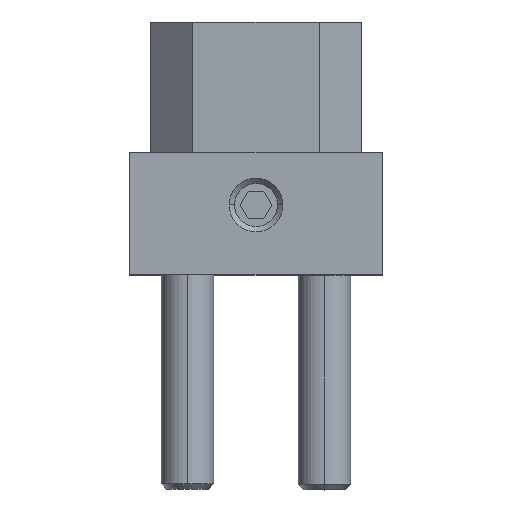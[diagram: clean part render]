
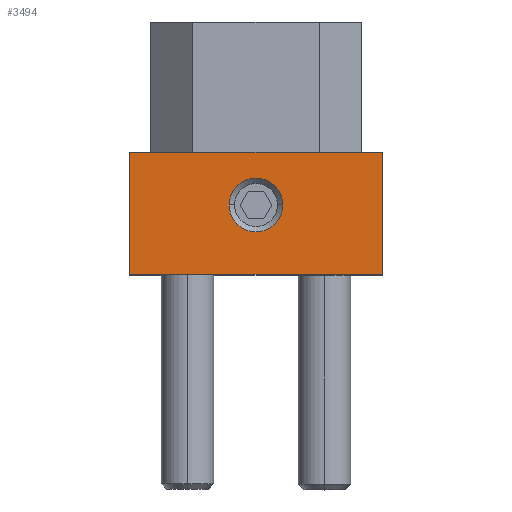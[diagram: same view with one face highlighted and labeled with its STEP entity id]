
A CAD part, top view. The second image highlights one B-rep face of the part: STEP entity #3494.
In plain terms, the highlighted planar face has unit normal (0, 0, 1).
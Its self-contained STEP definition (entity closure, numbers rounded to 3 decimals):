
#6 = EDGE_CURVE ( 'Defeature ausgef�hrt1_32+Defeature ausgef�hrt1_7+Defeature ausgef�hrt1_7+Defeature ausgef�hrt1_7', #1540, #4292, #1743, .T. ) ;
#111 = CARTESIAN_POINT ( 'NONE',  ( -1.275, 3.3, 11. ) ) ;
#116 = CARTESIAN_POINT ( 'NONE',  ( -6., 12., 11. ) ) ;
#141 = CARTESIAN_POINT ( 'NONE',  ( -6., 5.8, 11. ) ) ;
#300 = DIRECTION ( 'NONE',  ( 0., 0., 1. ) ) ;
#455 = VERTEX_POINT ( 'NONE', #4793 ) ;
#661 = VERTEX_POINT ( 'NONE', #4448 ) ;
#690 = DIRECTION ( 'NONE',  ( 1., 0., 0. ) ) ;
#870 = FACE_BOUND ( 'NONE', #4494, .T. ) ;
#1028 = CARTESIAN_POINT ( 'NONE',  ( 1.275, 3.3, 11. ) ) ;
#1055 = EDGE_CURVE ( 'Defeature ausgef�hrt1_7+Defeature ausgef�hrt1_10+Defeature ausgef�hrt1_6+Defeature ausgef�hrt1_8', #2506, #455, #2938, .T. ) ;
#1182 = DIRECTION ( 'NONE',  ( 0., 0., -1. ) ) ;
#1281 = VECTOR ( 'NONE', #1987, 1000. ) ;
#1407 = CARTESIAN_POINT ( 'NONE',  ( 0., 3.3, 11. ) ) ;
#1540 = VERTEX_POINT ( 'NONE', #1028 ) ;
#1640 = EDGE_CURVE ( 'Defeature ausgef�hrt1_32+Defeature ausgef�hrt1_7+Defeature ausgef�hrt1_7+Defeature ausgef�hrt1_7', #4292, #1540, #2866, .T. ) ;
#1743 = CIRCLE ( 'NONE', #2932, 1.275 ) ;
#1835 = VECTOR ( 'NONE', #4420, 1000. ) ;
#1971 = CARTESIAN_POINT ( 'NONE',  ( 6., 12., 11. ) ) ;
#1987 = DIRECTION ( 'NONE',  ( 1., 0., 0. ) ) ;
#2006 = CARTESIAN_POINT ( 'NONE',  ( -6., 0., 11. ) ) ;
#2113 = VECTOR ( 'NONE', #2659, 1000. ) ;
#2387 = CARTESIAN_POINT ( 'NONE',  ( 0., 3.3, 11. ) ) ;
#2389 = CARTESIAN_POINT ( 'NONE',  ( 6., 12., 11. ) ) ;
#2506 = VERTEX_POINT ( 'NONE', #2006 ) ;
#2537 = LINE ( 'NONE', #2818, #1281 ) ;
#2539 = ORIENTED_EDGE ( 'NONE', *, *, #4823, .T. ) ;
#2609 = LINE ( 'NONE', #1971, #5042 ) ;
#2659 = DIRECTION ( 'NONE',  ( 0., -1., 0. ) ) ;
#2696 = DIRECTION ( 'NONE',  ( 1., 0., 0. ) ) ;
#2717 = ORIENTED_EDGE ( 'NONE', *, *, #6, .F. ) ;
#2818 = CARTESIAN_POINT ( 'NONE',  ( 0., 5.8, 11. ) ) ;
#2859 = ORIENTED_EDGE ( 'NONE', *, *, #3829, .F. ) ;
#2865 = DIRECTION ( 'NONE',  ( 0., -1., 0. ) ) ;
#2866 = CIRCLE ( 'NONE', #4656, 1.275 ) ;
#2932 = AXIS2_PLACEMENT_3D ( 'NONE', #1407, #5133, #2696 ) ;
#2938 = LINE ( 'NONE', #4889, #1835 ) ;
#3063 = AXIS2_PLACEMENT_3D ( 'NONE', #2389, #1182, #5337 ) ;
#3254 = PLANE ( 'NONE',  #3063 ) ;
#3264 = EDGE_LOOP ( 'NONE', ( #3388, #2539, #5114, #2859 ) ) ;
#3388 = ORIENTED_EDGE ( 'NONE', *, *, #4073, .F. ) ;
#3494 = ADVANCED_FACE ( 'Defeature ausgef�hrt1_7', ( #870, #3630 ), #3254, .F. ) ;
#3630 = FACE_OUTER_BOUND ( 'NONE', #3264, .T. ) ;
#3829 = EDGE_CURVE ( 'Defeature ausgef�hrt1_8+Defeature ausgef�hrt1_7+Defeature ausgef�hrt1_29+Defeature ausgef�hrt1_10', #661, #455, #2609, .T. ) ;
#4073 = EDGE_CURVE ( 'Defeature ausgef�hrt1_29+Defeature ausgef�hrt1_7+Defeature ausgef�hrt1_6+Defeature ausgef�hrt1_8', #5456, #661, #2537, .T. ) ;
#4106 = ORIENTED_EDGE ( 'NONE', *, *, #1640, .F. ) ;
#4292 = VERTEX_POINT ( 'NONE', #111 ) ;
#4420 = DIRECTION ( 'NONE',  ( 1., 0., 0. ) ) ;
#4448 = CARTESIAN_POINT ( 'NONE',  ( 6., 5.8, 11. ) ) ;
#4494 = EDGE_LOOP ( 'NONE', ( #2717, #4106 ) ) ;
#4656 = AXIS2_PLACEMENT_3D ( 'NONE', #2387, #300, #690 ) ;
#4793 = CARTESIAN_POINT ( 'NONE',  ( 6., 0., 11. ) ) ;
#4823 = EDGE_CURVE ( 'Defeature ausgef�hrt1_7+Defeature ausgef�hrt1_6+Defeature ausgef�hrt1_29+Defeature ausgef�hrt1_10', #5456, #2506, #5208, .T. ) ;
#4889 = CARTESIAN_POINT ( 'NONE',  ( 6., 0., 11. ) ) ;
#5042 = VECTOR ( 'NONE', #2865, 1000. ) ;
#5114 = ORIENTED_EDGE ( 'NONE', *, *, #1055, .T. ) ;
#5133 = DIRECTION ( 'NONE',  ( 0., 0., 1. ) ) ;
#5208 = LINE ( 'NONE', #116, #2113 ) ;
#5337 = DIRECTION ( 'NONE',  ( -1., 0., 0. ) ) ;
#5456 = VERTEX_POINT ( 'NONE', #141 ) ;
